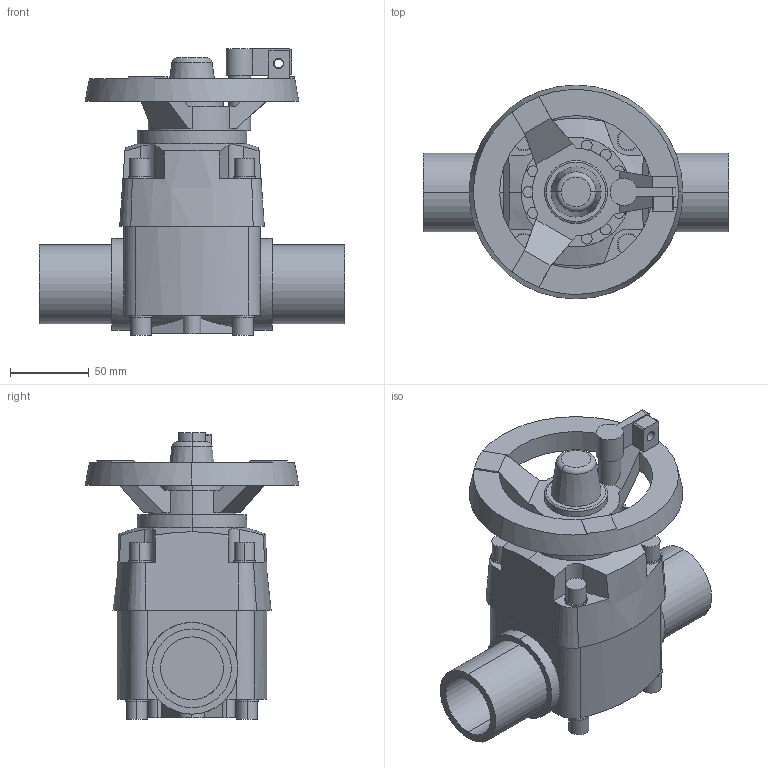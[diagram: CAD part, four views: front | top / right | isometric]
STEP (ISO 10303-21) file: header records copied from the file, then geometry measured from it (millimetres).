
FILE_DESCRIPTION(('STEP AP214'),'1');
FILE_NAME('cctmp_8A1B3872-17D4-4C88-9855-4BD7F83412F8_2021_10_26_11_27_01_0762..stp','2021-10-26T09:27:01',('Praher Valves GmbH'),('CADClick - www.CADClick.com'),'Spatial InterOp 3D',' ','unknown authorization');
FILE_SCHEMA(('AUTOMOTIVE_DESIGN'));
Length unit declared in the file: millimetre
Products named in the file (1): 122802
Bounding box: 194 x 136 x 182.32 mm (x, y, z)
Volume: 1139190.2 mm3; surface area: 131848.8 mm2
Topology: 1 solids, 2 shells, 275 faces, 707 edges, 454 vertices
Faces by surface type: plane 137, cylinder 122, cone 12, torus 4
Entity records: 11014 total; most frequent: CARTESIAN_POINT 1831, DIRECTION 1594, ORIENTED_EDGE 1414, EDGE_CURVE 707, AXIS2_PLACEMENT_3D 651, VERTEX_POINT 454, CIRCLE 359, EDGE_LOOP 303
